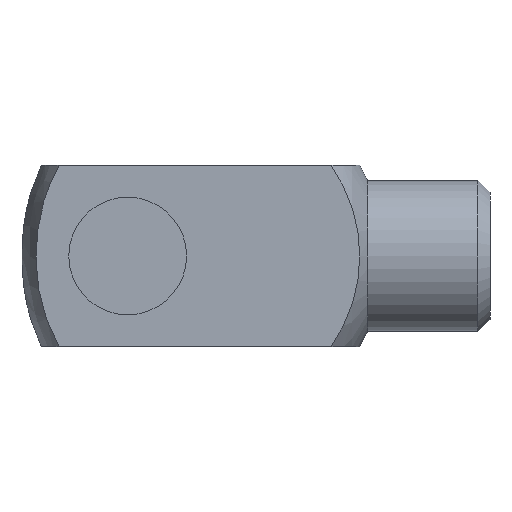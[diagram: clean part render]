
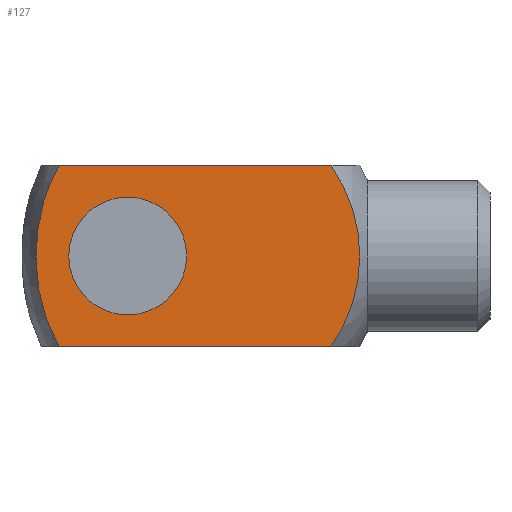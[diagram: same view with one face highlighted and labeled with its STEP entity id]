
A CAD part, front view. The second image highlights one B-rep face of the part: STEP entity #127.
In plain terms, the highlighted planar face has unit normal (0, -1, 0).
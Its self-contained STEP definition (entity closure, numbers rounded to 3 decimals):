
#127 = ADVANCED_FACE( '', ( #276, #277 ), #278, .T. );
#276 = FACE_BOUND( '', #443, .T. );
#277 = FACE_OUTER_BOUND( '', #444, .T. );
#278 = PLANE( '', #445 );
#443 = EDGE_LOOP( '', ( #802 ) );
#444 = EDGE_LOOP( '', ( #803, #804, #805, #806 ) );
#445 = AXIS2_PLACEMENT_3D( '', #807, #808, #809 );
#802 = ORIENTED_EDGE( '', *, *, #1117, .F. );
#803 = ORIENTED_EDGE( '', *, *, #1089, .F. );
#804 = ORIENTED_EDGE( '', *, *, #1118, .T. );
#805 = ORIENTED_EDGE( '', *, *, #1119, .F. );
#806 = ORIENTED_EDGE( '', *, *, #1120, .T. );
#807 = CARTESIAN_POINT( '', ( 24., -6., 18. ) );
#808 = DIRECTION( '', ( 0., -1., 0. ) );
#809 = DIRECTION( '', ( 0., 0., -1. ) );
#1089 = EDGE_CURVE( '', #1328, #1326, #1330, .F. );
#1117 = EDGE_CURVE( '', #1370, #1370, #1371, .T. );
#1118 = EDGE_CURVE( '', #1328, #1372, #1373, .T. );
#1119 = EDGE_CURVE( '', #1374, #1372, #1375, .T. );
#1120 = EDGE_CURVE( '', #1374, #1326, #1376, .T. );
#1326 = VERTEX_POINT( '', #1699 );
#1328 = VERTEX_POINT( '', #1701 );
#1330 = CIRCLE( '', #1703, 10.392 );
#1370 = VERTEX_POINT( '', #1757 );
#1371 = CIRCLE( '', #1758, 3.9 );
#1372 = VERTEX_POINT( '', #1759 );
#1373 = LINE( '', #1760, #1761 );
#1374 = VERTEX_POINT( '', #1762 );
#1375 = B_SPLINE_CURVE_WITH_KNOTS( '', 3, ( #1763, #1764, #1765, #1766, #1767, #1768, #1769, #1770, #1771, #1772, #1773, #1774, #1775, #1776, #1777, #1778, #1779, #1780, #1781, #1782 ), .UNSPECIFIED., .F., .F., ( 4, 2, 2, 2, 2, 2, 2, 2, 2, 4 ), ( 0.064, 0.065, 0.066, 0.067, 0.069, 0.07, 0.073, 0.074, 0.075, 0.076 ), .UNSPECIFIED. );
#1376 = LINE( '', #1783, #1784 );
#1699 = CARTESIAN_POINT( '', ( 13.465, -6., -6. ) );
#1701 = CARTESIAN_POINT( '', ( 13.465, -6., 6. ) );
#1703 = AXIS2_PLACEMENT_3D( '', #2015, #2016, #2017 );
#1757 = CARTESIAN_POINT( '', ( 0., -6., -3.9 ) );
#1758 = AXIS2_PLACEMENT_3D( '', #2047, #2048, #2049 );
#1759 = CARTESIAN_POINT( '', ( -4.543, -6., 6. ) );
#1760 = CARTESIAN_POINT( '', ( 24., -6., 6. ) );
#1761 = VECTOR( '', #2050, 1000. );
#1762 = CARTESIAN_POINT( '', ( -4.543, -6., -6. ) );
#1763 = CARTESIAN_POINT( '', ( -4.543, -6., -6. ) );
#1764 = CARTESIAN_POINT( '', ( -4.672, -6., -5.772 ) );
#1765 = CARTESIAN_POINT( '', ( -4.794, -6., -5.538 ) );
#1766 = CARTESIAN_POINT( '', ( -5.019, -6., -5.065 ) );
#1767 = CARTESIAN_POINT( '', ( -5.123, -6., -4.826 ) );
#1768 = CARTESIAN_POINT( '', ( -5.411, -6., -4.1 ) );
#1769 = CARTESIAN_POINT( '', ( -5.569, -6., -3.605 ) );
#1770 = CARTESIAN_POINT( '', ( -5.823, -6., -2.593 ) );
#1771 = CARTESIAN_POINT( '', ( -5.919, -6., -2.074 ) );
#1772 = CARTESIAN_POINT( '', ( -6.045, -6., -1.033 ) );
#1773 = CARTESIAN_POINT( '', ( -6.075, -6., -0.509 ) );
#1774 = CARTESIAN_POINT( '', ( -6.073, -6., 1.067 ) );
#1775 = CARTESIAN_POINT( '', ( -5.949, -6., 2.096 ) );
#1776 = CARTESIAN_POINT( '', ( -5.632, -6., 3.356 ) );
#1777 = CARTESIAN_POINT( '', ( -5.56, -6., 3.607 ) );
#1778 = CARTESIAN_POINT( '', ( -5.4, -6., 4.105 ) );
#1779 = CARTESIAN_POINT( '', ( -5.311, -6., 4.353 ) );
#1780 = CARTESIAN_POINT( '', ( -5.021, -6., 5.082 ) );
#1781 = CARTESIAN_POINT( '', ( -4.798, -6., 5.55 ) );
#1782 = CARTESIAN_POINT( '', ( -4.543, -6., 6. ) );
#1783 = CARTESIAN_POINT( '', ( 24., -6., -6. ) );
#1784 = VECTOR( '', #2051, 1000. );
#2015 = CARTESIAN_POINT( '', ( 4.98, -6., 0. ) );
#2016 = DIRECTION( '', ( 0., -1., 0. ) );
#2017 = DIRECTION( '', ( 0., 0., -1. ) );
#2047 = CARTESIAN_POINT( '', ( 0., -6., 0. ) );
#2048 = DIRECTION( '', ( 0., -1., 0. ) );
#2049 = DIRECTION( '', ( 0., 0., -1. ) );
#2050 = DIRECTION( '', ( -1., 0., 0. ) );
#2051 = DIRECTION( '', ( 1., 0., 0. ) );
